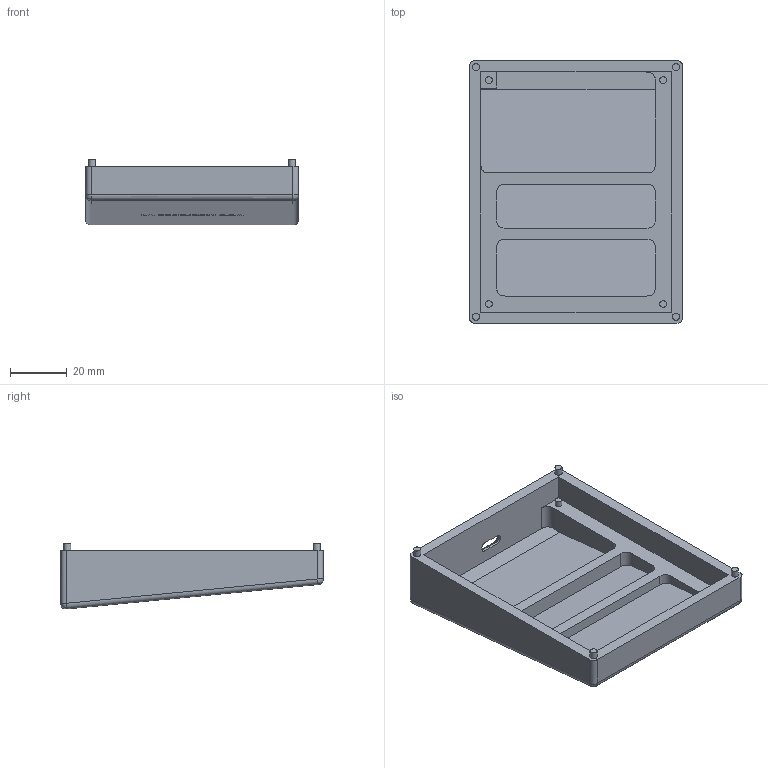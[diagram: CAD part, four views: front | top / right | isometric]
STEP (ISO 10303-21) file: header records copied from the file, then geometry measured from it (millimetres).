
FILE_DESCRIPTION(/* description */ ('STEP AP242 Edition 2','CAx-IF Rec.Pracs.---Representation and Presentation of Product Manufacturing Information (PMI)---4.0---2014-10-13','CAx-IF Rec.Pracs.---3D Tessellated Geometry---0.4---2014-09-14','2;1','CAx-IF Rec.Pracs.---User Defined Attributes---1.5---2016-08-15'),/* implementation_level */ '2;1');
FILE_NAME(/* name */ '692bd4390b43d9fa593eb532',/* time_stamp */ '2025-11-30T05:20:57Z',/* author */ (''),/* organization */ (''),/* preprocessor_version */ 'ST-DEVELOPER v20',/* originating_system */ 'ONSHAPE BY PTC INC, 1.207',/* authorisation */ ' ');
FILE_SCHEMA (('AP242_MANAGED_MODEL_BASED_3D_ENGINEERING_MIM_LF { 1 0 10303 442 3 1 4 }'));
Length unit declared in the file: metre
Products named in the file (1): Part 126
Bounding box: 75.2 x 92.7 x 23.31 mm (x, y, z)
Volume: 38465.1 mm3; surface area: 24748.5 mm2
Topology: 1 solids, 1 shells, 371 faces, 970 edges, 632 vertices
Faces by surface type: plane 162, bspline 136, cylinder 69, cone 4
Full cylindrical faces by diameter (mm): 2.4 x4, 2.5 x4
Entity records: 13872 total; most frequent: CARTESIAN_POINT 5736, ORIENTED_EDGE 1924, DIRECTION 1206, EDGE_CURVE 962, VERTEX_POINT 632, LINE 506, VECTOR 506, EDGE_LOOP 412
